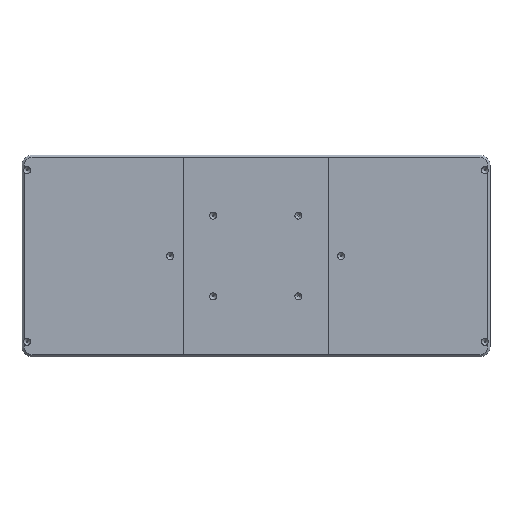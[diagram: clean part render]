
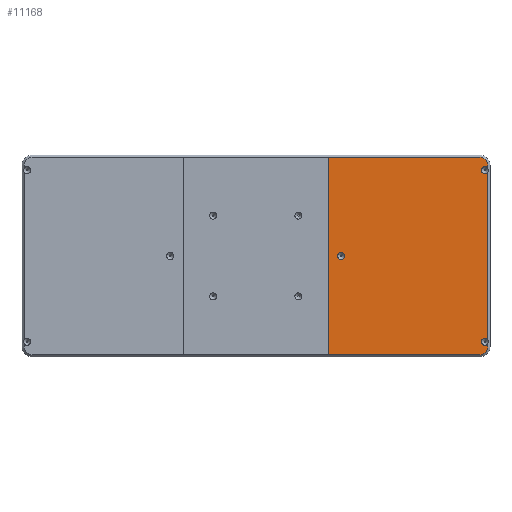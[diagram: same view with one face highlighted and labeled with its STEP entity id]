
A CAD part, front view. The second image highlights one B-rep face of the part: STEP entity #11168.
In plain terms, the highlighted planar face has unit normal (0, -1, 0).
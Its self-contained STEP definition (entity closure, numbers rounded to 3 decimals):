
#180=FACE_BOUND('',#1687,.T.);
#399=CIRCLE('',#11932,8.);
#400=CIRCLE('',#11933,3.5);
#401=CIRCLE('',#11934,3.5);
#402=CIRCLE('',#11935,3.5);
#403=CIRCLE('',#11936,3.5);
#404=CIRCLE('',#11937,8.);
#405=CIRCLE('',#11938,3.5);
#952=FACE_OUTER_BOUND('',#1686,.T.);
#1686=EDGE_LOOP('',(#8760,#8761,#8762,#8763,#8764,#8765,#8766,#8767,#8768,
#8769,#8770,#8771));
#1687=EDGE_LOOP('',(#8772));
#2758=LINE('',#17050,#4036);
#2763=LINE('',#17060,#4041);
#2764=LINE('',#17064,#4042);
#2765=LINE('',#17070,#4043);
#2766=LINE('',#17076,#4044);
#2767=LINE('',#17079,#4045);
#4036=VECTOR('',#13856,10.);
#4041=VECTOR('',#13863,10.);
#4042=VECTOR('',#13866,10.);
#4043=VECTOR('',#13871,10.);
#4044=VECTOR('',#13876,10.);
#4045=VECTOR('',#13879,10.);
#5179=VERTEX_POINT('',#17047);
#5180=VERTEX_POINT('',#17049);
#5184=VERTEX_POINT('',#17059);
#5185=VERTEX_POINT('',#17061);
#5186=VERTEX_POINT('',#17063);
#5187=VERTEX_POINT('',#17065);
#5188=VERTEX_POINT('',#17067);
#5189=VERTEX_POINT('',#17069);
#5190=VERTEX_POINT('',#17071);
#5191=VERTEX_POINT('',#17073);
#5192=VERTEX_POINT('',#17075);
#5193=VERTEX_POINT('',#17077);
#5194=VERTEX_POINT('',#17080);
#6455=EDGE_CURVE('',#5180,#5179,#2758,.T.);
#6460=EDGE_CURVE('',#5184,#5179,#2763,.T.);
#6461=EDGE_CURVE('',#5185,#5184,#399,.T.);
#6462=EDGE_CURVE('',#5186,#5185,#2764,.T.);
#6463=EDGE_CURVE('',#5186,#5187,#400,.T.);
#6464=EDGE_CURVE('',#5187,#5188,#401,.T.);
#6465=EDGE_CURVE('',#5189,#5188,#2765,.T.);
#6466=EDGE_CURVE('',#5189,#5190,#402,.T.);
#6467=EDGE_CURVE('',#5190,#5191,#403,.T.);
#6468=EDGE_CURVE('',#5192,#5191,#2766,.T.);
#6469=EDGE_CURVE('',#5193,#5192,#404,.T.);
#6470=EDGE_CURVE('',#5180,#5193,#2767,.T.);
#6471=EDGE_CURVE('',#5194,#5194,#405,.T.);
#8760=ORIENTED_EDGE('',*,*,#6455,.T.);
#8761=ORIENTED_EDGE('',*,*,#6460,.F.);
#8762=ORIENTED_EDGE('',*,*,#6461,.F.);
#8763=ORIENTED_EDGE('',*,*,#6462,.F.);
#8764=ORIENTED_EDGE('',*,*,#6463,.T.);
#8765=ORIENTED_EDGE('',*,*,#6464,.T.);
#8766=ORIENTED_EDGE('',*,*,#6465,.F.);
#8767=ORIENTED_EDGE('',*,*,#6466,.T.);
#8768=ORIENTED_EDGE('',*,*,#6467,.T.);
#8769=ORIENTED_EDGE('',*,*,#6468,.F.);
#8770=ORIENTED_EDGE('',*,*,#6469,.F.);
#8771=ORIENTED_EDGE('',*,*,#6470,.F.);
#8772=ORIENTED_EDGE('',*,*,#6471,.T.);
#10613=PLANE('',#11931);
#11168=ADVANCED_FACE('',(#952,#180),#10613,.T.);
#11931=AXIS2_PLACEMENT_3D('',#17058,#13861,#13862);
#11932=AXIS2_PLACEMENT_3D('',#17062,#13864,#13865);
#11933=AXIS2_PLACEMENT_3D('',#17066,#13867,#13868);
#11934=AXIS2_PLACEMENT_3D('',#17068,#13869,#13870);
#11935=AXIS2_PLACEMENT_3D('',#17072,#13872,#13873);
#11936=AXIS2_PLACEMENT_3D('',#17074,#13874,#13875);
#11937=AXIS2_PLACEMENT_3D('',#17078,#13877,#13878);
#11938=AXIS2_PLACEMENT_3D('',#17081,#13880,#13881);
#13856=DIRECTION('',(0.,0.,-1.));
#13861=DIRECTION('center_axis',(0.,-1.,0.));
#13862=DIRECTION('ref_axis',(1.,0.,0.));
#13863=DIRECTION('',(-1.,0.,0.));
#13864=DIRECTION('center_axis',(0.,1.,0.));
#13865=DIRECTION('ref_axis',(0.,0.,-1.));
#13866=DIRECTION('',(0.,0.,-1.));
#13867=DIRECTION('center_axis',(0.,1.,0.));
#13868=DIRECTION('ref_axis',(1.,0.,0.));
#13869=DIRECTION('center_axis',(0.,1.,0.));
#13870=DIRECTION('ref_axis',(1.,0.,0.));
#13871=DIRECTION('',(0.,0.,-1.));
#13872=DIRECTION('center_axis',(0.,1.,0.));
#13873=DIRECTION('ref_axis',(1.,0.,0.));
#13874=DIRECTION('center_axis',(0.,1.,0.));
#13875=DIRECTION('ref_axis',(1.,0.,0.));
#13876=DIRECTION('',(0.,0.,-1.));
#13877=DIRECTION('center_axis',(0.,1.,0.));
#13878=DIRECTION('ref_axis',(1.,0.,0.));
#13879=DIRECTION('',(1.,0.,0.));
#13880=DIRECTION('center_axis',(0.,1.,0.));
#13881=DIRECTION('ref_axis',(1.,0.,0.));
#17047=CARTESIAN_POINT('',(289.,-35.,-8.));
#17049=CARTESIAN_POINT('',(289.,-35.,188.));
#17050=CARTESIAN_POINT('',(289.,-35.,90.));
#17058=CARTESIAN_POINT('Origin',(217.,-35.,90.));
#17059=CARTESIAN_POINT('',(439.,-35.,-8.));
#17060=CARTESIAN_POINT('',(106.,-35.,-8.));
#17061=CARTESIAN_POINT('',(447.,-35.,0.));
#17062=CARTESIAN_POINT('Origin',(439.,-35.,0.));
#17063=CARTESIAN_POINT('',(447.,-35.,3.197));
#17064=CARTESIAN_POINT('',(447.,-35.,45.));
#17065=CARTESIAN_POINT('',(440.5,-35.,5.));
#17066=CARTESIAN_POINT('Origin',(444.,-35.,5.));
#17067=CARTESIAN_POINT('',(447.,-35.,6.803));
#17068=CARTESIAN_POINT('Origin',(444.,-35.,5.));
#17069=CARTESIAN_POINT('',(447.,-35.,173.197));
#17070=CARTESIAN_POINT('',(447.,-35.,45.));
#17071=CARTESIAN_POINT('',(440.5,-35.,175.));
#17072=CARTESIAN_POINT('Origin',(444.,-35.,175.));
#17073=CARTESIAN_POINT('',(447.,-35.,176.803));
#17074=CARTESIAN_POINT('Origin',(444.,-35.,175.));
#17075=CARTESIAN_POINT('',(447.,-35.,180.));
#17076=CARTESIAN_POINT('',(447.,-35.,45.));
#17077=CARTESIAN_POINT('',(439.,-35.,188.));
#17078=CARTESIAN_POINT('Origin',(439.,-35.,180.));
#17079=CARTESIAN_POINT('',(328.,-35.,188.));
#17080=CARTESIAN_POINT('',(298.,-35.,90.));
#17081=CARTESIAN_POINT('Origin',(301.5,-35.,90.));
